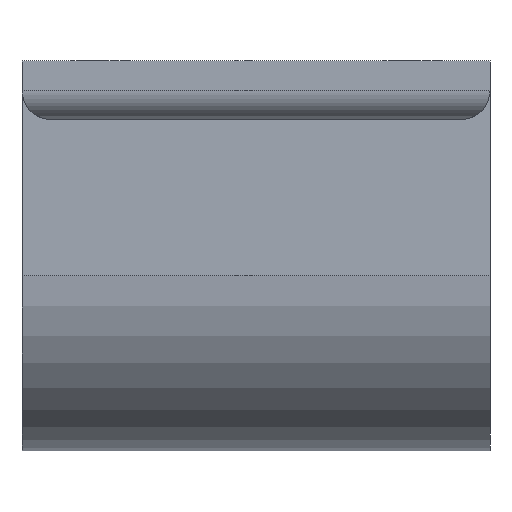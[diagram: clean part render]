
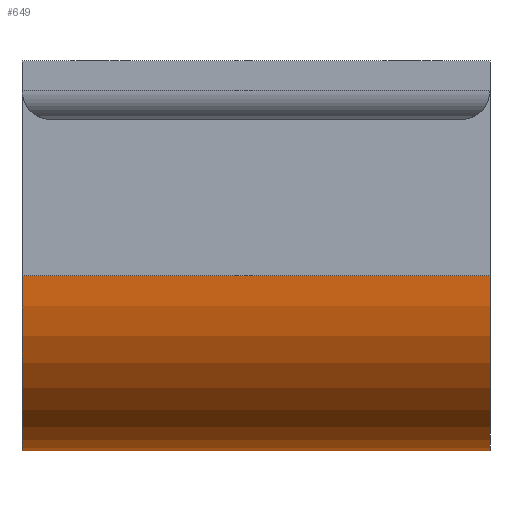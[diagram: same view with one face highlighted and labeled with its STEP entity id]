
A CAD part, front view. The second image highlights one B-rep face of the part: STEP entity #649.
In plain terms, the highlighted cylindrical face has radius 9 mm (diameter 18 mm), a partial arc.
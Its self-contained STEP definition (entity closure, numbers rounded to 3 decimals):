
#437=CARTESIAN_POINT('Vertex',(0.,-9.,0.)) ;
#440=CARTESIAN_POINT('Line Origine',(12.,-9.,0.)) ;
#444=CARTESIAN_POINT('Vertex',(24.,-9.,0.)) ;
#619=CARTESIAN_POINT('Axis2P3D Location',(12.,0.,0.)) ;
#624=CARTESIAN_POINT('Axis2P3D Location',(0.,0.,0.)) ;
#628=CARTESIAN_POINT('Vertex',(0.,9.,0.)) ;
#631=CARTESIAN_POINT('Line Origine',(12.,9.,0.)) ;
#635=CARTESIAN_POINT('Vertex',(24.,9.,0.)) ;
#638=CARTESIAN_POINT('Axis2P3D Location',(24.,0.,0.)) ;
#441=DIRECTION('Vector Direction',(1.,0.,0.)) ;
#620=DIRECTION('Axis2P3D Direction',(1.,0.,0.)) ;
#621=DIRECTION('Axis2P3D XDirection',(0.,-1.,0.)) ;
#625=DIRECTION('Axis2P3D Direction',(1.,0.,0.)) ;
#632=DIRECTION('Vector Direction',(1.,0.,0.)) ;
#639=DIRECTION('Axis2P3D Direction',(1.,0.,0.)) ;
#622=AXIS2_PLACEMENT_3D('Cylinder Axis2P3D',#619,#620,#621) ;
#626=AXIS2_PLACEMENT_3D('Circle Axis2P3D',#624,#625,$) ;
#640=AXIS2_PLACEMENT_3D('Circle Axis2P3D',#638,#639,$) ;
#644=ORIENTED_EDGE('',*,*,#446,.F.) ;
#645=ORIENTED_EDGE('',*,*,#630,.T.) ;
#646=ORIENTED_EDGE('',*,*,#637,.T.) ;
#647=ORIENTED_EDGE('',*,*,#642,.F.) ;
#442=VECTOR('Line Direction',#441,1.) ;
#633=VECTOR('Line Direction',#632,1.) ;
#649=ADVANCED_FACE('PartBody',(#648),#623,.T.) ;
#627=CIRCLE('generated circle',#626,9.) ;
#641=CIRCLE('generated circle',#640,9.) ;
#623=CYLINDRICAL_SURFACE('generated cylinder',#622,9.) ;
#446=EDGE_CURVE('',#438,#445,#443,.T.) ;
#630=EDGE_CURVE('',#438,#629,#627,.T.) ;
#637=EDGE_CURVE('',#629,#636,#634,.T.) ;
#642=EDGE_CURVE('',#445,#636,#641,.T.) ;
#643=EDGE_LOOP('',(#644,#645,#646,#647)) ;
#648=FACE_OUTER_BOUND('',#643,.T.) ;
#443=LINE('Line',#440,#442) ;
#634=LINE('Line',#631,#633) ;
#438=VERTEX_POINT('',#437) ;
#445=VERTEX_POINT('',#444) ;
#629=VERTEX_POINT('',#628) ;
#636=VERTEX_POINT('',#635) ;
